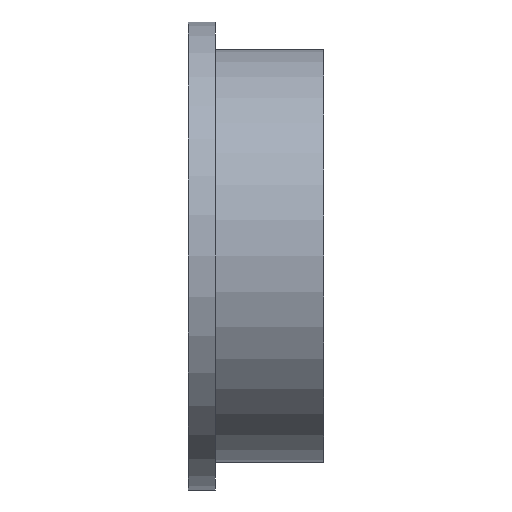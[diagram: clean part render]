
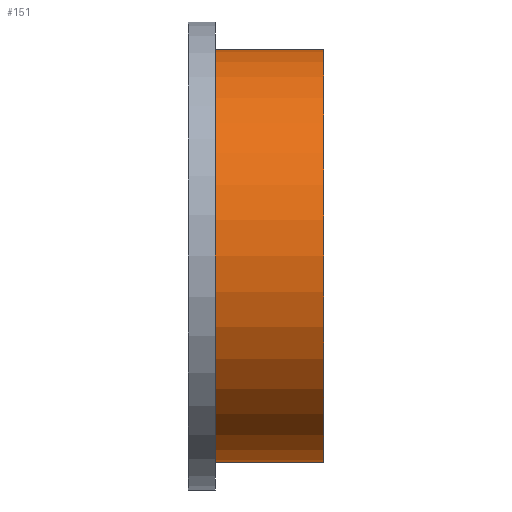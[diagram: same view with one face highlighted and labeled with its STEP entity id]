
A CAD part, left-side view. The second image highlights one B-rep face of the part: STEP entity #151.
In plain terms, the highlighted cylindrical face has radius 5.995 mm (diameter 11.99 mm), a partial arc.
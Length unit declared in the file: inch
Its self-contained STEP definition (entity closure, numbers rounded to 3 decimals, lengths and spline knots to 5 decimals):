
#23 = DIRECTION ( 'NONE',  ( 0., -1., 0. ) ) ;
#33 = FACE_OUTER_BOUND ( 'NONE', #442, .T. ) ;
#53 = CYLINDRICAL_SURFACE ( 'NONE', #315, 0.23602 ) ;
#57 = DIRECTION ( 'NONE',  ( 0., -1., 0. ) ) ;
#61 = DIRECTION ( 'NONE',  ( 0., 1., 0. ) ) ;
#80 = ORIENTED_EDGE ( 'NONE', *, *, #586, .T. ) ;
#129 = DIRECTION ( 'NONE',  ( 0., 1., 0. ) ) ;
#146 = DIRECTION ( 'NONE',  ( 0., 0., -1. ) ) ;
#151 = ADVANCED_FACE ( 'NONE', ( #33 ), #53, .T. ) ;
#172 = AXIS2_PLACEMENT_3D ( 'NONE', #448, #129, #487 ) ;
#179 = AXIS2_PLACEMENT_3D ( 'NONE', #374, #61, #353 ) ;
#201 = ORIENTED_EDGE ( 'NONE', *, *, #629, .T. ) ;
#295 = CARTESIAN_POINT ( 'NONE',  ( 0., 0.124, 0.23602 ) ) ;
#315 = AXIS2_PLACEMENT_3D ( 'NONE', #532, #460, #146 ) ;
#322 = VERTEX_POINT ( 'NONE', #295 ) ;
#353 = DIRECTION ( 'NONE',  ( 0., 0., 1. ) ) ;
#354 = VERTEX_POINT ( 'NONE', #466 ) ;
#367 = CIRCLE ( 'NONE', #172, 0.23602 ) ;
#371 = CARTESIAN_POINT ( 'NONE',  ( 0., 0.124, -0.23602 ) ) ;
#374 = CARTESIAN_POINT ( 'NONE',  ( 0., 0.124, 0. ) ) ;
#381 = CARTESIAN_POINT ( 'NONE',  ( 0., 0., -0.23602 ) ) ;
#399 = LINE ( 'NONE', #568, #645 ) ;
#416 = LINE ( 'NONE', #475, #527 ) ;
#442 = EDGE_LOOP ( 'NONE', ( #584, #542, #80, #201 ) ) ;
#448 = CARTESIAN_POINT ( 'NONE',  ( 0., 0., 0. ) ) ;
#460 = DIRECTION ( 'NONE',  ( 0., -1., 0. ) ) ;
#466 = CARTESIAN_POINT ( 'NONE',  ( 0., 0., 0.23602 ) ) ;
#475 = CARTESIAN_POINT ( 'NONE',  ( 0., 0.124, 0.23602 ) ) ;
#487 = DIRECTION ( 'NONE',  ( 0., 0., 1. ) ) ;
#527 = VECTOR ( 'NONE', #23, 39.37008 ) ;
#532 = CARTESIAN_POINT ( 'NONE',  ( 0., 0.124, 0. ) ) ;
#542 = ORIENTED_EDGE ( 'NONE', *, *, #624, .F. ) ;
#557 = VERTEX_POINT ( 'NONE', #381 ) ;
#568 = CARTESIAN_POINT ( 'NONE',  ( 0., 0.124, -0.23602 ) ) ;
#570 = EDGE_CURVE ( 'NONE', #322, #354, #416, .T. ) ;
#584 = ORIENTED_EDGE ( 'NONE', *, *, #570, .F. ) ;
#586 = EDGE_CURVE ( 'NONE', #593, #557, #399, .T. ) ;
#593 = VERTEX_POINT ( 'NONE', #371 ) ;
#624 = EDGE_CURVE ( 'NONE', #593, #322, #630, .T. ) ;
#629 = EDGE_CURVE ( 'NONE', #557, #354, #367, .T. ) ;
#630 = CIRCLE ( 'NONE', #179, 0.23602 ) ;
#645 = VECTOR ( 'NONE', #57, 39.37008 ) ;
